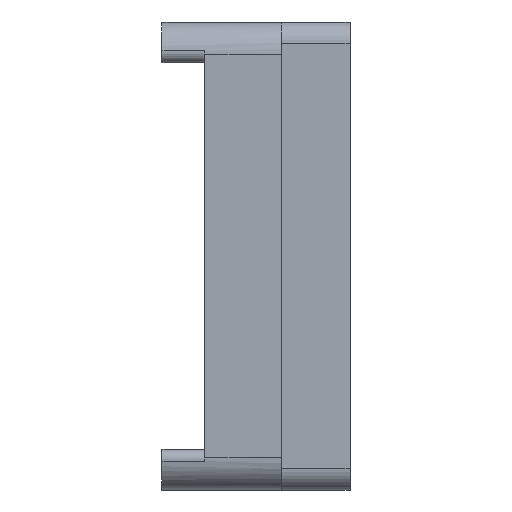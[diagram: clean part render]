
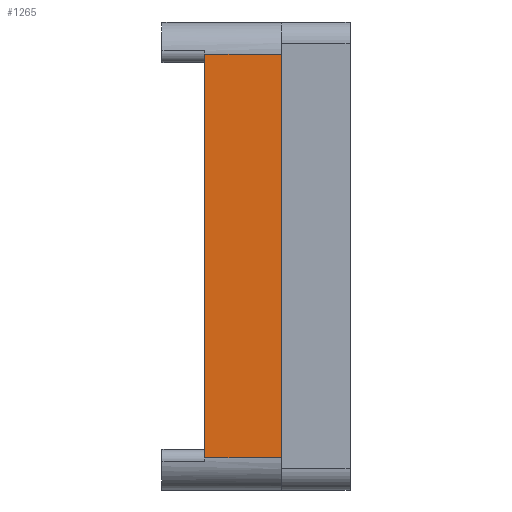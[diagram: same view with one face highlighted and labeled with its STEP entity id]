
A CAD part, left-side view. The second image highlights one B-rep face of the part: STEP entity #1265.
In plain terms, the highlighted planar face has unit normal (-1, 0, 0).
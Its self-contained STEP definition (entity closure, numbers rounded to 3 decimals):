
#53=PLANE('',#1411);
#116=FACE_OUTER_BOUND('',#184,.T.);
#184=EDGE_LOOP('',(#1160,#1161,#1162,#1163));
#189=LINE('',#1820,#307);
#198=LINE('',#1856,#316);
#299=LINE('',#2151,#417);
#300=LINE('',#2156,#418);
#307=VECTOR('',#1435,10.);
#316=VECTOR('',#1468,10.);
#417=VECTOR('',#1761,10.);
#418=VECTOR('',#1768,10.);
#494=VERTEX_POINT('',#1812);
#497=VERTEX_POINT('',#1818);
#511=VERTEX_POINT('',#1853);
#512=VERTEX_POINT('',#1855);
#622=EDGE_CURVE('',#497,#494,#189,.T.);
#639=EDGE_CURVE('',#511,#512,#198,.T.);
#790=EDGE_CURVE('',#512,#497,#299,.T.);
#792=EDGE_CURVE('',#494,#511,#300,.T.);
#1160=ORIENTED_EDGE('',*,*,#792,.F.);
#1161=ORIENTED_EDGE('',*,*,#622,.F.);
#1162=ORIENTED_EDGE('',*,*,#790,.F.);
#1163=ORIENTED_EDGE('',*,*,#639,.F.);
#1265=ADVANCED_FACE('',(#116),#53,.T.);
#1411=AXIS2_PLACEMENT_3D('',#2173,#1794,#1795);
#1435=DIRECTION('',(0.,1.,0.));
#1468=DIRECTION('',(0.,-1.,0.));
#1761=DIRECTION('',(0.,0.,-1.));
#1768=DIRECTION('',(0.,0.,1.));
#1794=DIRECTION('center_axis',(-1.,0.,0.));
#1795=DIRECTION('ref_axis',(0.,0.,
-1.));
#1812=CARTESIAN_POINT('',(-39.95,-42.95,-4.725));
#1818=CARTESIAN_POINT('',(-39.95,-44.75,-4.725));
#1820=CARTESIAN_POINT('',(-39.95,-43.85,-4.725));
#1853=CARTESIAN_POINT('',(-39.95,-42.95,4.725));
#1855=CARTESIAN_POINT('',(-39.95,-44.75,4.725));
#1856=CARTESIAN_POINT('',(-39.95,-43.85,4.725));
#2151=CARTESIAN_POINT('',(-39.95,-44.75,-3.15));
#2156=CARTESIAN_POINT('',(-39.95,-42.95,-3.15));
#2173=CARTESIAN_POINT('Origin',(-39.95,-42.95,3.15));
